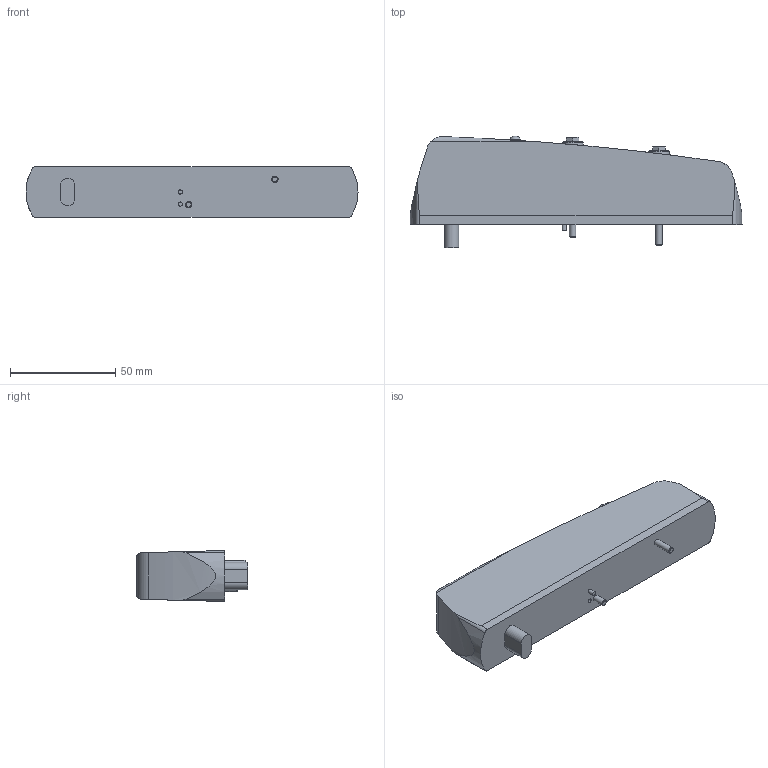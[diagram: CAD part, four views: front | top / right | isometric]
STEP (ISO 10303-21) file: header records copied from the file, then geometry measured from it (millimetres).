
FILE_DESCRIPTION(/* description */ ('STEP AP214'),/* implementation_level */ '2;1');
FILE_NAME(/* name */ '556380_CDVI5_0-MT2H-1X2OLS-EXT',/* time_stamp */ '2024-08-05T17:23:17+02:00',/* author */ ('License CC BY-ND 4.0'),/* organization */ ('CADENAS'),/* preprocessor_version */ 'ST-DEVELOPER v19.3',/* originating_system */ 'PARTsolutions',/* authorisation */ ' ');
FILE_SCHEMA (('AUTOMOTIVE_DESIGN {1 0 10303 214 3 1 1}'));
Length unit declared in the file: millimetre
Products named in the file (1): 556380 CDVI5.0-MT2H-1x2OLS-EXT
Bounding box: 157.8 x 53.01 x 24 mm (x, y, z)
Volume: 130856 mm3; surface area: 20446.5 mm2
Topology: 1 solids, 1 shells, 83 faces, 187 edges, 117 vertices
Faces by surface type: plane 30, cone 28, cylinder 23, torus 2
Full cylindrical faces by diameter (mm): 2 x2, 3 x2, 5 x2, 9 x2
Entity records: 2334 total; most frequent: CARTESIAN_POINT 612, DIRECTION 338, ORIENTED_EDGE 332, EDGE_CURVE 166, AXIS2_PLACEMENT_3D 150, VERTEX_POINT 112, FACE_BOUND 110, EDGE_LOOP 108
